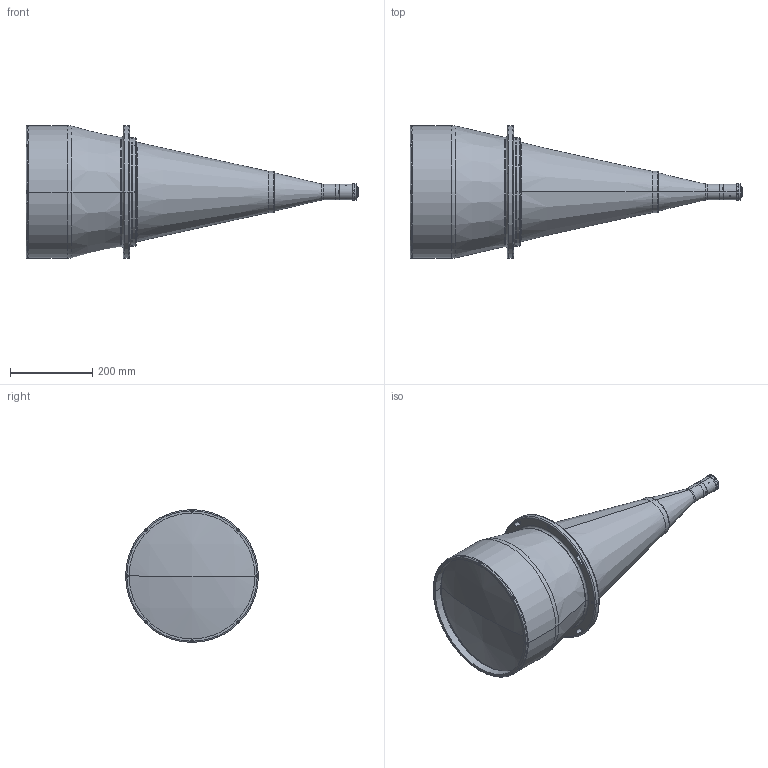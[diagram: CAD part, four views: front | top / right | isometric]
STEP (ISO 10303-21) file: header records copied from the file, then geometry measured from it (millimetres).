
FILE_DESCRIPTION (( 'STEP AP203' ), '1' );
FILE_NAME ('DP26403_TC3MHR240-C.step', '2020-09-04T10:08:08', ( '' ), ( '' ), 'SwSTEP 2.0', 'SolidWorks 2020', '' );
FILE_SCHEMA (( 'CONFIG_CONTROL_DESIGN' ));
Length unit declared in the file: millimetre
Products named in the file (1): DP26403_TC3MHR240-C
Bounding box: 805.1 x 322 x 322 mm (x, y, z)
Surface area: 715493.5 mm2 (no closed solid volume)
Topology: 0 solids, 34 shells, 306 faces, 998 edges, 716 vertices
Faces by surface type: cylinder 123, plane 108, torus 53, cone 14, bspline 6, sphere 2
Entity records: 12555 total; most frequent: CARTESIAN_POINT 3467, DIRECTION 2051, ORIENTED_EDGE 1592, EDGE_CURVE 998, AXIS2_PLACEMENT_3D 830, VERTEX_POINT 716, CIRCLE 529, EDGE_LOOP 396
